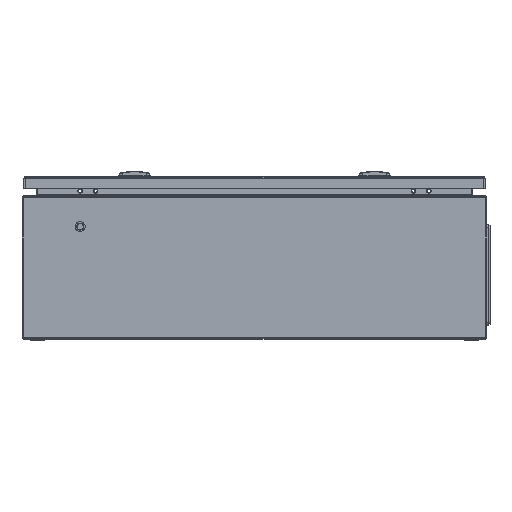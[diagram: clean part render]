
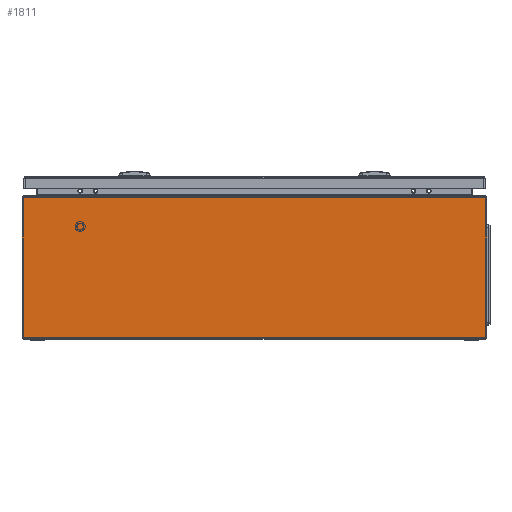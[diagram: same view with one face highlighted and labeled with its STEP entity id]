
A CAD part, left-side view. The second image highlights one B-rep face of the part: STEP entity #1811.
In plain terms, the highlighted planar face has unit normal (-1, 0, 0).
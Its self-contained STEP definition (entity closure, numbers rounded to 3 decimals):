
#1811 = ADVANCED_FACE( '', ( #4948 ), #4949, .F. );
#4948 = FACE_OUTER_BOUND( '', #10073, .T. );
#4949 = PLANE( '', #10074 );
#10073 = EDGE_LOOP( '', ( #15970, #15971, #15972, #15973 ) );
#10074 = AXIS2_PLACEMENT_3D( '', #15974, #15975, #15976 );
#15970 = ORIENTED_EDGE( '', *, *, #26374, .T. );
#15971 = ORIENTED_EDGE( '', *, *, #26361, .T. );
#15972 = ORIENTED_EDGE( '', *, *, #26375, .F. );
#15973 = ORIENTED_EDGE( '', *, *, #26376, .F. );
#15974 = CARTESIAN_POINT( '', ( -300., 600., -105. ) );
#15975 = DIRECTION( '', ( 1., 0., 0. ) );
#15976 = DIRECTION( '', ( 0., 0., -1. ) );
#26361 = EDGE_CURVE( '', #30424, #31314, #31315, .T. );
#26374 = EDGE_CURVE( '', #31144, #30424, #31335, .T. );
#26375 = EDGE_CURVE( '', #31336, #31314, #31337, .T. );
#26376 = EDGE_CURVE( '', #31144, #31336, #31338, .T. );
#30424 = VERTEX_POINT( '', #36997 );
#31144 = VERTEX_POINT( '', #37890 );
#31314 = VERTEX_POINT( '', #38113 );
#31315 = LINE( '', #38114, #38115 );
#31335 = LINE( '', #38137, #38138 );
#31336 = VERTEX_POINT( '', #38139 );
#31337 = LINE( '', #38140, #38141 );
#31338 = LINE( '', #38142, #38143 );
#36997 = CARTESIAN_POINT( '', ( -300., 0., -102.8 ) );
#37890 = CARTESIAN_POINT( '', ( -300., 600., -102.8 ) );
#38113 = CARTESIAN_POINT( '', ( -300., 0., 77.3 ) );
#38114 = CARTESIAN_POINT( '', ( -300., 0., -105. ) );
#38115 = VECTOR( '', #45525, 1000. );
#38137 = CARTESIAN_POINT( '', ( -300., 600., -102.8 ) );
#38138 = VECTOR( '', #45546, 1000. );
#38139 = CARTESIAN_POINT( '', ( -300., 600., 77.3 ) );
#38140 = CARTESIAN_POINT( '', ( -300., 600., 77.3 ) );
#38141 = VECTOR( '', #45547, 1000. );
#38142 = CARTESIAN_POINT( '', ( -300., 600., -105. ) );
#38143 = VECTOR( '', #45548, 1000. );
#45525 = DIRECTION( '', ( 0., 0., 1. ) );
#45546 = DIRECTION( '', ( 0., -1., 0. ) );
#45547 = DIRECTION( '', ( 0., -1., 0. ) );
#45548 = DIRECTION( '', ( 0., 0., 1. ) );
